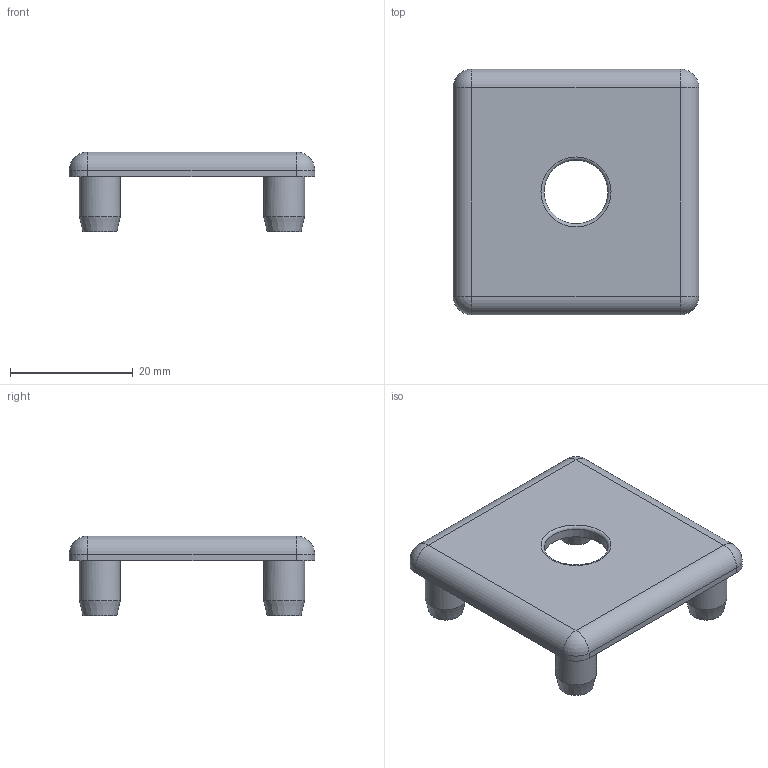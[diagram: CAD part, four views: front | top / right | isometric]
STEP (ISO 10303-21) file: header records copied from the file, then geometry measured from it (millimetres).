
FILE_DESCRIPTION(/* description */ ('KriTec Fußabdeckkappe 8, schwarz für Profil 40x40 leicht'),/* implementation_level */ '2;1');
FILE_NAME(/* name */ '22671_KriTec_Fussabdeckkappe_8_40x40_.stp',/* time_stamp */ '2023-02-10T11:39:50+01:00',/* author */ ('jendrek'),/* organization */ (''),/* preprocessor_version */ 'ST-DEVELOPER v17',/* originating_system */ 'Autodesk Inventor 2018',/* authorisation */ '');
FILE_SCHEMA (('AUTOMOTIVE_DESIGN { 1 0 10303 214 3 1 1 }'));
Length unit declared in the file: millimetre
Products named in the file (1): 22671
Bounding box: 40 x 40 x 13 mm (x, y, z)
Volume: 4248.8 mm3; surface area: 5083.1 mm2
Topology: 1 solids, 1 shells, 53 faces, 125 edges, 75 vertices
Faces by surface type: plane 23, cylinder 21, cone 4, sphere 4, torus 1
Full cylindrical faces by diameter (mm): 4 x4, 6.7 x4, 10.4 x1
Entity records: 1546 total; most frequent: DIRECTION 293, CARTESIAN_POINT 250, ORIENTED_EDGE 242, EDGE_CURVE 121, AXIS2_PLACEMENT_3D 118, VERTEX_POINT 75, CIRCLE 64, EDGE_LOOP 60
